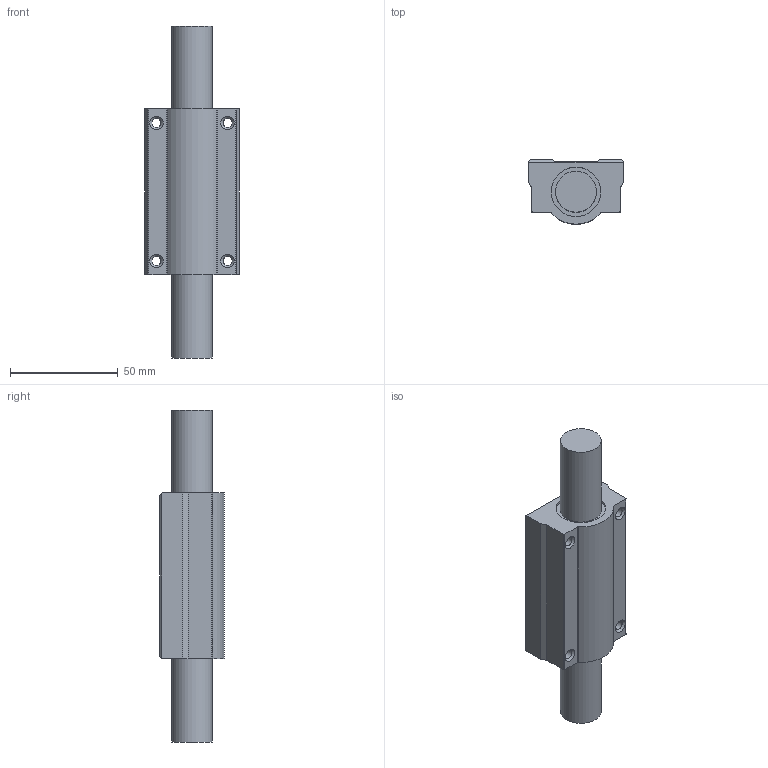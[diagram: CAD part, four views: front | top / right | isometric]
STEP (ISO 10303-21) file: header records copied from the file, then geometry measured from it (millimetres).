
FILE_DESCRIPTION((''),'2;1');
FILE_NAME('SCE12WUU.stp','2013-02-07T13:00:44',('user2'),(''),'Autodesk Inventor 2012','Autodesk Inventor 2012','');
FILE_SCHEMA(('AUTOMOTIVE_DESIGN { 1 0 10303 214 1 1 1 1 }'));
Length unit declared in the file: millimetre
Products named in the file (1): SCE12WUU
Bounding box: 44 x 30 x 154 mm (x, y, z)
Volume: 105047.7 mm3; surface area: 18961.9 mm2
Topology: 1 solids, 1 shells, 397 faces, 1116 edges, 741 vertices
Faces by surface type: bspline 266, plane 100, cylinder 19, cone 12
Full cylindrical faces by diameter (mm): 3.8 x1, 4.3 x4, 4.459 x4, 19 x2, 23 x2
Entity records: 13598 total; most frequent: CARTESIAN_POINT 4909, ORIENTED_EDGE 2168, EDGE_CURVE 1084, DIRECTION 858, VERTEX_POINT 734, VECTOR 508, LINE 508, EDGE_LOOP 450
